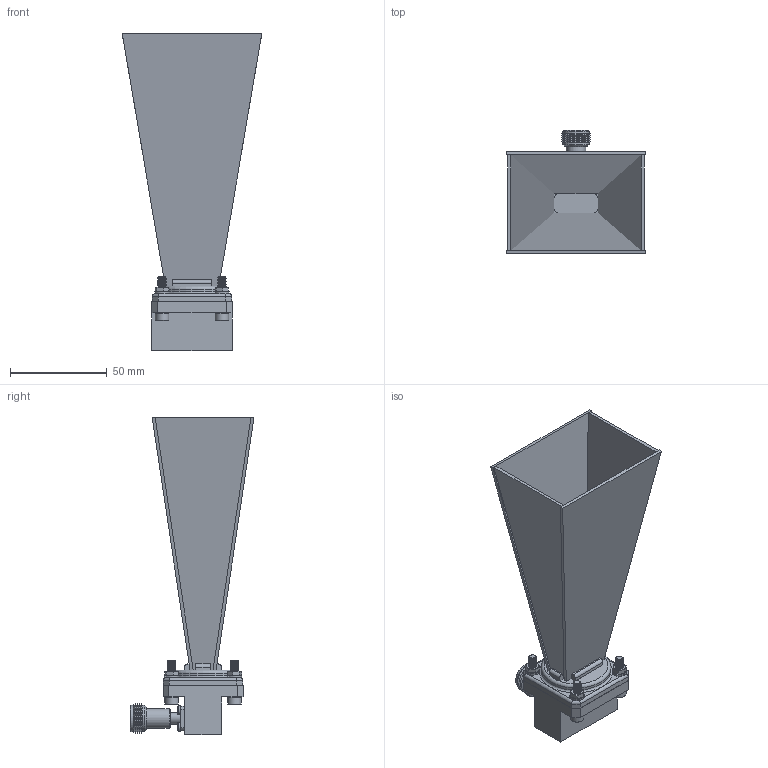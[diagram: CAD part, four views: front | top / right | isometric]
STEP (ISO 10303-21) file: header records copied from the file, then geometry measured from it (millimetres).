
FILE_DESCRIPTION (( 'STEP AP214' ), '1' );
FILE_NAME ('FM9856B-NF-15_3D.STEP', '2021-03-11T18:41:57', ( '' ), ( '' ), 'SwSTEP 2.0', 'SolidWorks 2020', '' );
FILE_SCHEMA (( 'AUTOMOTIVE_DESIGN' ));
Length unit declared in the file: millimetre
Products named in the file (11): 8-LW; Copy of 06142-con screw^Copy of PE9801_connector_PE9801; PE9856B-15; PE9801; 8-32SH-HXx.75_91251A197; Copy of PE9801_connector^PE9801; 8-32HN_90760A180; FM9856B-NF-15_3D; Copy of 112-N-PANEL^Copy of PE9801_connector_PE9801; Copy of 112-N^Copy of PE9801_connector_PE9801; Copy of 090-01676^PE9801
Assembly tree (22 placements, depth 4):
  FM9856B-NF-15_3D
    PE9801
      Copy of PE9801_connector^PE9801
        Copy of 06142-con screw^Copy of PE9801_connector_PE9801  x4
        Copy of 112-N^Copy of PE9801_connector_PE9801
        Copy of 112-N-PANEL^Copy of PE9801_connector_PE9801
      Copy of 090-01676^PE9801
    PE9856B-15
    8-32SH-HXx.75_91251A197  x4
    8-32HN_90760A180  x4
    8-LW  x4
Bounding box: 72.24 x 64.07 x 164.08 mm (x, y, z)
Volume: 66034.1 mm3; surface area: 60698.9 mm2
Topology: 20 solids, 20 shells, 456 faces, 1052 edges, 656 vertices
Faces by surface type: plane 234, cone 110, cylinder 86, bspline 24, torus 2
Full cylindrical faces by diameter (mm): 1.7 x1, 2.7 x4, 3.04 x1, 4 x1, 4.1 x1, 4.3 x8, 4.318 x4, 6 x1, 6.858 x4, 7 x1, 10 x1, 13.5 x2, 36.068 x1
Entity records: 11027 total; most frequent: CARTESIAN_POINT 4478, DIRECTION 1048, ORIENTED_EDGE 964, EDGE_CURVE 482, AXIS2_PLACEMENT_3D 378, VERTEX_POINT 332, EDGE_LOOP 314, VECTOR 292
